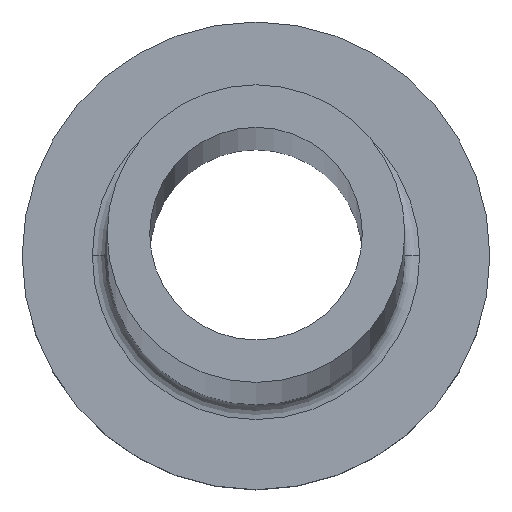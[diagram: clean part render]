
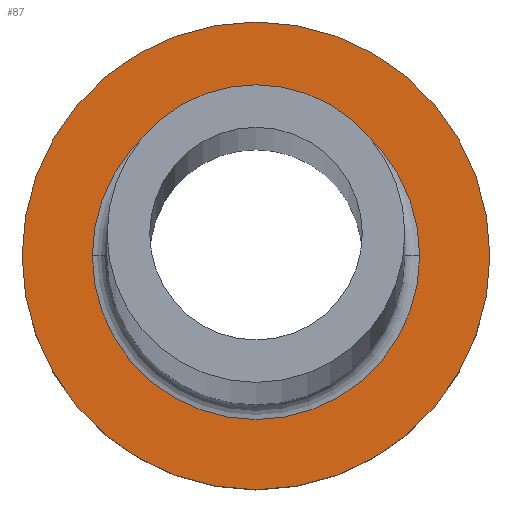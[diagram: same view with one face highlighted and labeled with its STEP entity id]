
A CAD part, top view. The second image highlights one B-rep face of the part: STEP entity #87.
In plain terms, the highlighted planar face has unit normal (0, 0, 1).
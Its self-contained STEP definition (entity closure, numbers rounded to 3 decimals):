
#17 = AXIS2_PLACEMENT_3D ( 'NONE', #60, #34, #229 ) ;
#19 = DIRECTION ( 'NONE',  ( 1., 0., 0. ) ) ;
#27 = PLANE ( 'NONE',  #248 ) ;
#33 = DIRECTION ( 'NONE',  ( 1., 0., 0. ) ) ;
#34 = DIRECTION ( 'NONE',  ( 0., 0., -1. ) ) ;
#39 = VERTEX_POINT ( 'NONE', #191 ) ;
#47 = CIRCLE ( 'NONE', #171, 11. ) ;
#49 = ORIENTED_EDGE ( 'NONE', *, *, #223, .T. ) ;
#54 = FACE_OUTER_BOUND ( 'NONE', #252, .T. ) ;
#60 = CARTESIAN_POINT ( 'NONE',  ( 0., 0., 7. ) ) ;
#64 = DIRECTION ( 'NONE',  ( 1., 0., 0. ) ) ;
#73 = CARTESIAN_POINT ( 'NONE',  ( 7.7, 0., 7. ) ) ;
#87 = ADVANCED_FACE ( 'NONE', ( #243, #54 ), #27, .T. ) ;
#90 = CARTESIAN_POINT ( 'NONE',  ( 0., 0., 7. ) ) ;
#97 = ORIENTED_EDGE ( 'NONE', *, *, #181, .T. ) ;
#118 = DIRECTION ( 'NONE',  ( 0., 0., -1. ) ) ;
#121 = EDGE_LOOP ( 'NONE', ( #297, #49 ) ) ;
#122 = AXIS2_PLACEMENT_3D ( 'NONE', #312, #169, #33 ) ;
#130 = VERTEX_POINT ( 'NONE', #260 ) ;
#155 = CARTESIAN_POINT ( 'NONE',  ( 0., 0., 7. ) ) ;
#169 = DIRECTION ( 'NONE',  ( 0., 0., 1. ) ) ;
#171 = AXIS2_PLACEMENT_3D ( 'NONE', #90, #290, #64 ) ;
#181 = EDGE_CURVE ( 'NONE', #325, #130, #47, .T. ) ;
#191 = CARTESIAN_POINT ( 'NONE',  ( -7.7, 0., 7. ) ) ;
#216 = CIRCLE ( 'NONE', #122, 11. ) ;
#219 = EDGE_CURVE ( 'NONE', #130, #325, #216, .T. ) ;
#223 = EDGE_CURVE ( 'NONE', #39, #284, #309, .T. ) ;
#225 = CIRCLE ( 'NONE', #380, 7.7 ) ;
#229 = DIRECTION ( 'NONE',  ( 1., 0., 0. ) ) ;
#232 = CARTESIAN_POINT ( 'NONE',  ( -11., 0., 7. ) ) ;
#243 = FACE_BOUND ( 'NONE', #121, .T. ) ;
#248 = AXIS2_PLACEMENT_3D ( 'NONE', #155, #276, #19 ) ;
#252 = EDGE_LOOP ( 'NONE', ( #97, #342 ) ) ;
#255 = CARTESIAN_POINT ( 'NONE',  ( 0., 0., 7. ) ) ;
#260 = CARTESIAN_POINT ( 'NONE',  ( 11., 0., 7. ) ) ;
#267 = DIRECTION ( 'NONE',  ( 1., 0., 0. ) ) ;
#276 = DIRECTION ( 'NONE',  ( 0., 0., 1. ) ) ;
#281 = EDGE_CURVE ( 'NONE', #284, #39, #225, .T. ) ;
#284 = VERTEX_POINT ( 'NONE', #73 ) ;
#290 = DIRECTION ( 'NONE',  ( 0., 0., 1. ) ) ;
#297 = ORIENTED_EDGE ( 'NONE', *, *, #281, .T. ) ;
#309 = CIRCLE ( 'NONE', #17, 7.7 ) ;
#312 = CARTESIAN_POINT ( 'NONE',  ( 0., 0., 7. ) ) ;
#325 = VERTEX_POINT ( 'NONE', #232 ) ;
#342 = ORIENTED_EDGE ( 'NONE', *, *, #219, .T. ) ;
#380 = AXIS2_PLACEMENT_3D ( 'NONE', #255, #118, #267 ) ;
